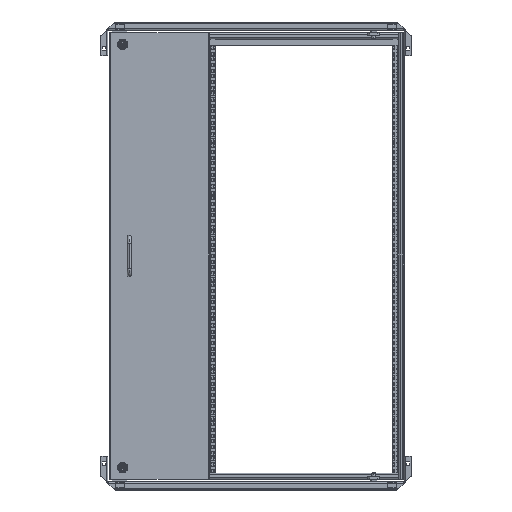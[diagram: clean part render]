
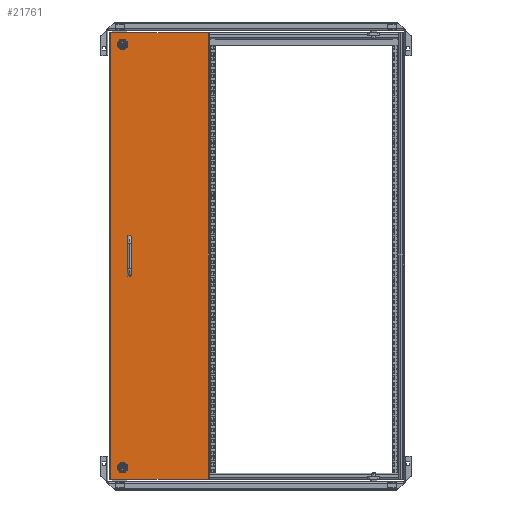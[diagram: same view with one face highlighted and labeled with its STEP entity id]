
A CAD part, top view. The second image highlights one B-rep face of the part: STEP entity #21761.
In plain terms, the highlighted planar face has unit normal (0, 0, 1).
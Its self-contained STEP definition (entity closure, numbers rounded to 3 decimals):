
#42=DIRECTION('',(-1.,0.,0.));
#43=VECTOR('',#42,249.);
#44=CARTESIAN_POINT('',(-245.5,571.,0.));
#45=LINE('',#44,#43);
#239=DIRECTION('',(0.,-1.,0.));
#240=VECTOR('',#239,1142.);
#241=CARTESIAN_POINT('',(-494.5,571.,0.));
#242=LINE('',#241,#240);
#243=DIRECTION('',(0.,-1.,0.));
#244=VECTOR('',#243,1142.);
#245=CARTESIAN_POINT('',(-245.5,571.,0.));
#246=LINE('',#245,#244);
#247=DIRECTION('',(-1.,0.,0.));
#248=VECTOR('',#247,249.);
#249=CARTESIAN_POINT('',(-245.5,-571.,0.));
#250=LINE('',#249,#248);
#251=CARTESIAN_POINT('',(-464.5,541.,0.));
#252=DIRECTION('',(0.,0.,1.));
#253=DIRECTION('',(1.,0.,0.));
#254=AXIS2_PLACEMENT_3D('',#251,#252,#253);
#256=CARTESIAN_POINT('',(-464.5,541.,0.));
#257=DIRECTION('',(0.,0.,1.));
#258=DIRECTION('',(-1.,0.,0.));
#259=AXIS2_PLACEMENT_3D('',#256,#257,#258);
#261=CARTESIAN_POINT('',(-464.5,-541.,0.));
#262=DIRECTION('',(0.,0.,1.));
#263=DIRECTION('',(-1.,0.,0.));
#264=AXIS2_PLACEMENT_3D('',#261,#262,#263);
#266=CARTESIAN_POINT('',(-464.5,-541.,0.));
#267=DIRECTION('',(0.,0.,1.));
#268=DIRECTION('',(1.,0.,0.));
#269=AXIS2_PLACEMENT_3D('',#266,#267,#268);
#271=DIRECTION('',(0.,1.,0.));
#272=VECTOR('',#271,0.2);
#273=CARTESIAN_POINT('',(-442.4,-48.2,0.));
#274=LINE('',#273,#272);
#275=CARTESIAN_POINT('',(-447.3,-48.,0.));
#276=DIRECTION('',(0.,0.,1.));
#277=DIRECTION('',(1.,0.,0.));
#278=AXIS2_PLACEMENT_3D('',#275,#276,#277);
#280=DIRECTION('',(-1.,0.,0.));
#281=VECTOR('',#280,0.2);
#282=CARTESIAN_POINT('',(-447.3,-43.1,0.));
#283=LINE('',#282,#281);
#284=CARTESIAN_POINT('',(-447.5,-48.,0.));
#285=DIRECTION('',(0.,0.,-1.));
#286=DIRECTION('',(-1.,0.,0.));
#287=AXIS2_PLACEMENT_3D('',#284,#285,#286);
#289=DIRECTION('',(0.,1.,0.));
#290=VECTOR('',#289,0.2);
#291=CARTESIAN_POINT('',(-452.4,-48.2,0.));
#292=LINE('',#291,#290);
#293=CARTESIAN_POINT('',(-447.5,-48.2,0.));
#294=DIRECTION('',(0.,0.,1.));
#295=DIRECTION('',(-1.,0.,0.));
#296=AXIS2_PLACEMENT_3D('',#293,#294,#295);
#298=DIRECTION('',(1.,0.,0.));
#299=VECTOR('',#298,0.2);
#300=CARTESIAN_POINT('',(-447.5,-53.1,0.));
#301=LINE('',#300,#299);
#302=CARTESIAN_POINT('',(-447.3,-48.2,0.));
#303=DIRECTION('',(0.,0.,-1.));
#304=DIRECTION('',(1.,0.,0.));
#305=AXIS2_PLACEMENT_3D('',#302,#303,#304);
#307=DIRECTION('',(0.,1.,0.));
#308=VECTOR('',#307,0.2);
#309=CARTESIAN_POINT('',(-442.4,47.8,0.));
#310=LINE('',#309,#308);
#311=CARTESIAN_POINT('',(-447.3,48.,0.));
#312=DIRECTION('',(0.,0.,1.));
#313=DIRECTION('',(1.,0.,0.));
#314=AXIS2_PLACEMENT_3D('',#311,#312,#313);
#316=DIRECTION('',(-1.,0.,0.));
#317=VECTOR('',#316,0.2);
#318=CARTESIAN_POINT('',(-447.3,52.9,0.));
#319=LINE('',#318,#317);
#320=CARTESIAN_POINT('',(-447.5,48.,0.));
#321=DIRECTION('',(0.,0.,-1.));
#322=DIRECTION('',(-1.,0.,0.));
#323=AXIS2_PLACEMENT_3D('',#320,#321,#322);
#325=DIRECTION('',(0.,1.,0.));
#326=VECTOR('',#325,0.2);
#327=CARTESIAN_POINT('',(-452.4,47.8,0.));
#328=LINE('',#327,#326);
#329=CARTESIAN_POINT('',(-447.5,47.8,0.));
#330=DIRECTION('',(0.,0.,1.));
#331=DIRECTION('',(-1.,0.,0.));
#332=AXIS2_PLACEMENT_3D('',#329,#330,#331);
#334=DIRECTION('',(1.,0.,0.));
#335=VECTOR('',#334,0.2);
#336=CARTESIAN_POINT('',(-447.5,42.9,0.));
#337=LINE('',#336,#335);
#338=CARTESIAN_POINT('',(-447.3,47.8,0.));
#339=DIRECTION('',(0.,0.,-1.));
#340=DIRECTION('',(1.,0.,0.));
#341=AXIS2_PLACEMENT_3D('',#338,#339,#340);
#18977=CARTESIAN_POINT('',(-245.5,571.,0.));
#18978=VERTEX_POINT('',#18977);
#18979=CARTESIAN_POINT('',(-245.5,-571.,0.));
#18980=VERTEX_POINT('',#18979);
#18981=CARTESIAN_POINT('',(-494.5,-571.,0.));
#18982=VERTEX_POINT('',#18981);
#18985=CARTESIAN_POINT('',(-494.5,571.,0.));
#18986=VERTEX_POINT('',#18985);
#20779=CARTESIAN_POINT('',(-451.25,541.,0.));
#20780=CARTESIAN_POINT('',(-477.75,541.,0.));
#20781=VERTEX_POINT('',#20779);
#20782=VERTEX_POINT('',#20780);
#20799=CARTESIAN_POINT('',(-477.75,-541.,0.));
#20800=CARTESIAN_POINT('',(-451.25,-541.,0.));
#20801=VERTEX_POINT('',#20799);
#20802=VERTEX_POINT('',#20800);
#20867=CARTESIAN_POINT('',(-442.4,-48.2,0.));
#20868=CARTESIAN_POINT('',(-442.4,-48.,0.));
#20869=VERTEX_POINT('',#20867);
#20870=VERTEX_POINT('',#20868);
#20871=CARTESIAN_POINT('',(-442.4,47.8,0.));
#20872=CARTESIAN_POINT('',(-442.4,48.,0.));
#20873=VERTEX_POINT('',#20871);
#20874=VERTEX_POINT('',#20872);
#20875=CARTESIAN_POINT('',(-447.3,-53.1,0.));
#20876=VERTEX_POINT('',#20875);
#20877=CARTESIAN_POINT('',(-452.4,-48.2,0.));
#20878=CARTESIAN_POINT('',(-447.5,-53.1,0.));
#20879=VERTEX_POINT('',#20877);
#20880=VERTEX_POINT('',#20878);
#20881=CARTESIAN_POINT('',(-452.4,-48.,0.));
#20882=VERTEX_POINT('',#20881);
#20883=CARTESIAN_POINT('',(-452.4,47.8,0.));
#20884=CARTESIAN_POINT('',(-452.4,48.,0.));
#20885=VERTEX_POINT('',#20883);
#20886=VERTEX_POINT('',#20884);
#20887=CARTESIAN_POINT('',(-447.5,-43.1,0.));
#20888=VERTEX_POINT('',#20887);
#20889=CARTESIAN_POINT('',(-447.3,-43.1,0.));
#20890=VERTEX_POINT('',#20889);
#20891=CARTESIAN_POINT('',(-447.3,42.9,0.));
#20892=VERTEX_POINT('',#20891);
#20893=CARTESIAN_POINT('',(-447.5,52.9,0.));
#20894=VERTEX_POINT('',#20893);
#20895=CARTESIAN_POINT('',(-447.3,52.9,0.));
#20896=VERTEX_POINT('',#20895);
#20897=CARTESIAN_POINT('',(-447.5,42.9,0.));
#20898=VERTEX_POINT('',#20897);
#21700=CARTESIAN_POINT('',(-370.,0.,0.));
#21701=DIRECTION('',(0.,0.,1.));
#21702=DIRECTION('',(1.,0.,0.));
#21703=AXIS2_PLACEMENT_3D('',#21700,#21701,#21702);
#21704=PLANE('',#21703);
#21705=ORIENTED_EDGE('',*,*,#21454,.F.);
#21707=ORIENTED_EDGE('',*,*,#21706,.T.);
#21709=ORIENTED_EDGE('',*,*,#21708,.T.);
#21710=ORIENTED_EDGE('',*,*,#21692,.F.);
#21711=EDGE_LOOP('',(#21705,#21707,#21709,#21710));
#21712=FACE_OUTER_BOUND('',#21711,.F.);
#21714=ORIENTED_EDGE('',*,*,#21713,.T.);
#21716=ORIENTED_EDGE('',*,*,#21715,.T.);
#21717=EDGE_LOOP('',(#21714,#21716));
#21718=FACE_BOUND('',#21717,.F.);
#21720=ORIENTED_EDGE('',*,*,#21719,.T.);
#21722=ORIENTED_EDGE('',*,*,#21721,.T.);
#21723=EDGE_LOOP('',(#21720,#21722));
#21724=FACE_BOUND('',#21723,.F.);
#21726=ORIENTED_EDGE('',*,*,#21725,.T.);
#21728=ORIENTED_EDGE('',*,*,#21727,.T.);
#21730=ORIENTED_EDGE('',*,*,#21729,.T.);
#21732=ORIENTED_EDGE('',*,*,#21731,.F.);
#21734=ORIENTED_EDGE('',*,*,#21733,.F.);
#21736=ORIENTED_EDGE('',*,*,#21735,.T.);
#21738=ORIENTED_EDGE('',*,*,#21737,.T.);
#21740=ORIENTED_EDGE('',*,*,#21739,.F.);
#21741=EDGE_LOOP('',(#21726,#21728,#21730,#21732,#21734,#21736,#21738,#21740));
#21742=FACE_BOUND('',#21741,.F.);
#21744=ORIENTED_EDGE('',*,*,#21743,.T.);
#21746=ORIENTED_EDGE('',*,*,#21745,.T.);
#21748=ORIENTED_EDGE('',*,*,#21747,.T.);
#21750=ORIENTED_EDGE('',*,*,#21749,.F.);
#21752=ORIENTED_EDGE('',*,*,#21751,.F.);
#21754=ORIENTED_EDGE('',*,*,#21753,.T.);
#21756=ORIENTED_EDGE('',*,*,#21755,.T.);
#21758=ORIENTED_EDGE('',*,*,#21757,.F.);
#21759=EDGE_LOOP('',(#21744,#21746,#21748,#21750,#21752,#21754,#21756,#21758));
#21760=FACE_BOUND('',#21759,.F.);
#21761=ADVANCED_FACE('',(#21712,#21718,#21724,#21742,#21760),#21704,.T.);
#255=CIRCLE('',#254,13.25);
#260=CIRCLE('',#259,13.25);
#265=CIRCLE('',#264,13.25);
#270=CIRCLE('',#269,13.25);
#279=CIRCLE('',#278,4.9);
#288=CIRCLE('',#287,4.9);
#297=CIRCLE('',#296,4.9);
#306=CIRCLE('',#305,4.9);
#315=CIRCLE('',#314,4.9);
#324=CIRCLE('',#323,4.9);
#333=CIRCLE('',#332,4.9);
#342=CIRCLE('',#341,4.9);
#21454=EDGE_CURVE('',#18978,#18986,#45,.T.);
#21692=EDGE_CURVE('',#18986,#18982,#242,.T.);
#21706=EDGE_CURVE('',#18978,#18980,#246,.T.);
#21708=EDGE_CURVE('',#18980,#18982,#250,.T.);
#21713=EDGE_CURVE('',#20781,#20782,#255,.T.);
#21715=EDGE_CURVE('',#20782,#20781,#260,.T.);
#21719=EDGE_CURVE('',#20801,#20802,#265,.T.);
#21721=EDGE_CURVE('',#20802,#20801,#270,.T.);
#21725=EDGE_CURVE('',#20869,#20870,#274,.T.);
#21727=EDGE_CURVE('',#20870,#20890,#279,.T.);
#21729=EDGE_CURVE('',#20890,#20888,#283,.T.);
#21731=EDGE_CURVE('',#20882,#20888,#288,.T.);
#21733=EDGE_CURVE('',#20879,#20882,#292,.T.);
#21735=EDGE_CURVE('',#20879,#20880,#297,.T.);
#21737=EDGE_CURVE('',#20880,#20876,#301,.T.);
#21739=EDGE_CURVE('',#20869,#20876,#306,.T.);
#21743=EDGE_CURVE('',#20873,#20874,#310,.T.);
#21745=EDGE_CURVE('',#20874,#20896,#315,.T.);
#21747=EDGE_CURVE('',#20896,#20894,#319,.T.);
#21749=EDGE_CURVE('',#20886,#20894,#324,.T.);
#21751=EDGE_CURVE('',#20885,#20886,#328,.T.);
#21753=EDGE_CURVE('',#20885,#20898,#333,.T.);
#21755=EDGE_CURVE('',#20898,#20892,#337,.T.);
#21757=EDGE_CURVE('',#20873,#20892,#342,.T.);
